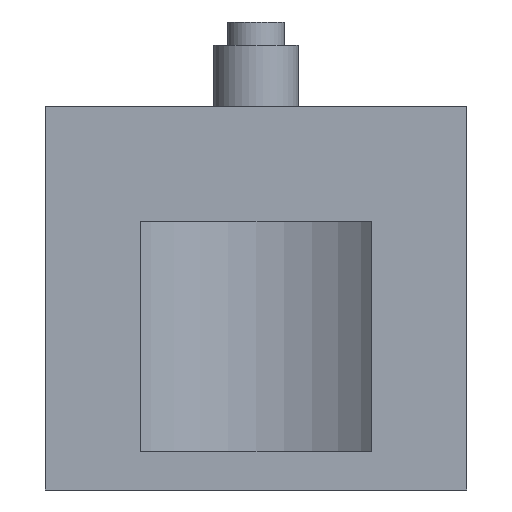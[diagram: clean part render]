
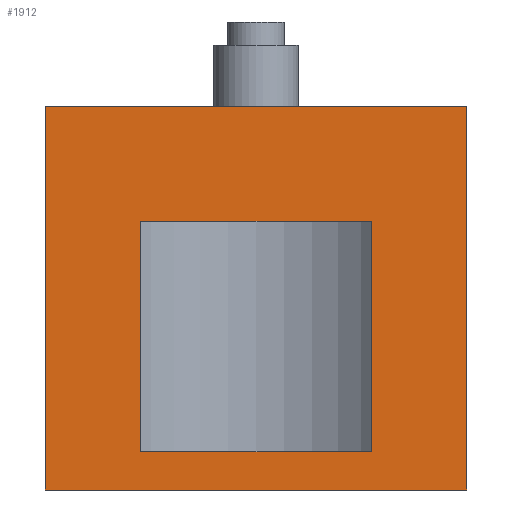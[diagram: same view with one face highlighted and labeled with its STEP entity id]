
A CAD part, left-side view. The second image highlights one B-rep face of the part: STEP entity #1912.
In plain terms, the highlighted planar face has unit normal (-1, 0, 0).
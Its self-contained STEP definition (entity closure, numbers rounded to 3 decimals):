
#53=FACE_BOUND('',#346,.T.);
#114=PLANE('',#2133);
#211=FACE_OUTER_BOUND('',#345,.T.);
#345=EDGE_LOOP('',(#1701,#1702,#1703,#1704));
#346=EDGE_LOOP('',(#1705,#1706,#1707,#1708));
#385=LINE('',#2774,#548);
#405=LINE('',#2852,#568);
#408=LINE('',#2858,#571);
#411=LINE('',#2864,#574);
#414=LINE('',#2868,#577);
#524=LINE('',#3217,#687);
#525=LINE('',#3220,#688);
#526=LINE('',#3221,#689);
#548=VECTOR('',#2221,10.);
#568=VECTOR('',#2285,10.);
#571=VECTOR('',#2290,10.);
#574=VECTOR('',#2295,10.);
#577=VECTOR('',#2300,10.);
#687=VECTOR('',#2676,10.);
#688=VECTOR('',#2679,10.);
#689=VECTOR('',#2680,10.);
#824=VERTEX_POINT('',#2771);
#825=VERTEX_POINT('',#2773);
#860=VERTEX_POINT('',#2849);
#861=VERTEX_POINT('',#2851);
#863=VERTEX_POINT('',#2857);
#865=VERTEX_POINT('',#2863);
#971=VERTEX_POINT('',#3215);
#972=VERTEX_POINT('',#3219);
#1008=EDGE_CURVE('',#824,#825,#385,.T.);
#1046=EDGE_CURVE('',#861,#860,#405,.T.);
#1049=EDGE_CURVE('',#863,#861,#408,.T.);
#1052=EDGE_CURVE('',#865,#863,#411,.T.);
#1055=EDGE_CURVE('',#860,#865,#414,.T.);
#1230=EDGE_CURVE('',#971,#824,#524,.T.);
#1231=EDGE_CURVE('',#972,#971,#525,.T.);
#1232=EDGE_CURVE('',#972,#825,#526,.T.);
#1701=ORIENTED_EDGE('',*,*,#1230,.F.);
#1702=ORIENTED_EDGE('',*,*,#1231,.F.);
#1703=ORIENTED_EDGE('',*,*,#1232,.T.);
#1704=ORIENTED_EDGE('',*,*,#1008,.F.);
#1705=ORIENTED_EDGE('',*,*,#1052,.T.);
#1706=ORIENTED_EDGE('',*,*,#1049,.T.);
#1707=ORIENTED_EDGE('',*,*,#1046,.T.);
#1708=ORIENTED_EDGE('',*,*,#1055,.T.);
#1912=ADVANCED_FACE('',(#211,#53),#114,.T.);
#2133=AXIS2_PLACEMENT_3D('',#3218,#2677,#2678);
#2221=DIRECTION('',(0.,-1.,0.));
#2285=DIRECTION('',(0.,0.,1.));
#2290=DIRECTION('',(0.,1.,0.));
#2295=DIRECTION('',(0.,0.,-1.));
#2300=DIRECTION('',(0.,-1.,0.));
#2676=DIRECTION('',(0.,0.,1.));
#2677=DIRECTION('center_axis',(-1.,0.,0.));
#2678=DIRECTION('ref_axis',(0.,1.,0.));
#2679=DIRECTION('',(0.,1.,0.));
#2680=DIRECTION('',(0.,0.,1.));
#2771=CARTESIAN_POINT('',(-160.,55.,20.));
#2773=CARTESIAN_POINT('',(-160.,-55.,20.));
#2774=CARTESIAN_POINT('',(-160.,55.,20.));
#2849=CARTESIAN_POINT('',(-160.,30.,-10.));
#2851=CARTESIAN_POINT('',(-160.,30.,-70.));
#2852=CARTESIAN_POINT('',(-160.,30.,-35.));
#2857=CARTESIAN_POINT('',(-160.,-30.,-70.));
#2858=CARTESIAN_POINT('',(-160.,-42.5,-70.));
#2863=CARTESIAN_POINT('',(-160.,-30.,-10.));
#2864=CARTESIAN_POINT('',(-160.,-30.,-5.));
#2868=CARTESIAN_POINT('',(-160.,-12.5,-10.));
#3215=CARTESIAN_POINT('',(-160.,55.,-80.));
#3217=CARTESIAN_POINT('',(-160.,55.,0.));
#3218=CARTESIAN_POINT('Origin',(-160.,-55.,0.));
#3219=CARTESIAN_POINT('',(-160.,-55.,-80.));
#3220=CARTESIAN_POINT('',(-160.,55.,-80.));
#3221=CARTESIAN_POINT('',(-160.,-55.,0.));
